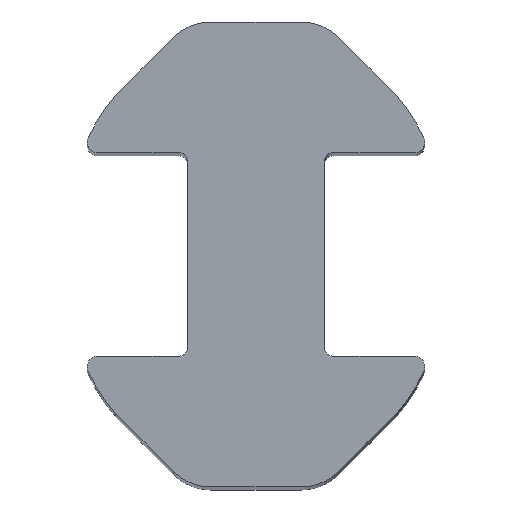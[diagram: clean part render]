
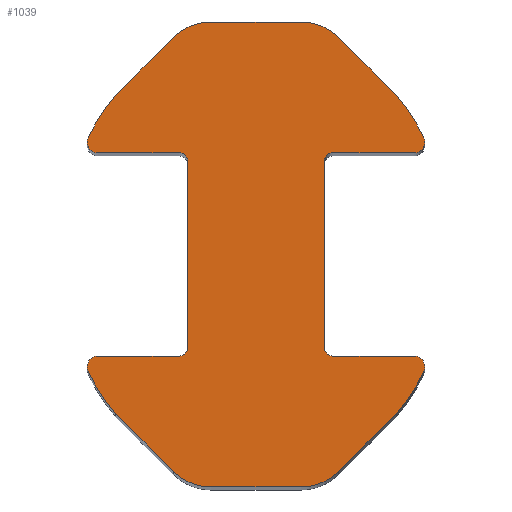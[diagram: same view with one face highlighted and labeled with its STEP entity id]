
A CAD part, top view. The second image highlights one B-rep face of the part: STEP entity #1039.
In plain terms, the highlighted planar face has unit normal (0, 0, 1).
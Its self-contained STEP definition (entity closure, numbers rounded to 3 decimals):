
#321=CARTESIAN_POINT('',(-2.55,-13.15,50.0));
#322=VERTEX_POINT('',#321);
#323=CARTESIAN_POINT('',(-4.671,-12.271,50.0));
#324=VERTEX_POINT('',#323);
#325=CARTESIAN_POINT('',(-2.55,-10.15,50.0));
#326=DIRECTION('',(0.0,0.0,-1.0));
#327=DIRECTION('',(-0.707,-0.707,0.0));
#328=AXIS2_PLACEMENT_3D('',#325,#326,#327);
#329=CIRCLE('',#328,3.0);
#330=EDGE_CURVE('',#322,#324,#329,.T.);
#353=CARTESIAN_POINT('',(-7.943,-9.0,50.0));
#354=VERTEX_POINT('',#353);
#355=CARTESIAN_POINT('',(-4.671,-12.271,50.0));
#356=DIRECTION('',(-0.707,0.707,0.0));
#357=VECTOR('',#356,4.626);
#358=LINE('',#355,#357);
#359=EDGE_CURVE('',#324,#354,#358,.T.);
#377=CARTESIAN_POINT('',(-9.495,-6.6,50.0));
#378=VERTEX_POINT('',#377);
#379=CARTESIAN_POINT('',(-0.409,-2.424,50.0));
#380=DIRECTION('',(0.0,0.0,-1.0));
#381=DIRECTION('',(-0.909,-0.418,0.0));
#382=AXIS2_PLACEMENT_3D('',#379,#380,#381);
#383=CIRCLE('',#382,10.0);
#384=EDGE_CURVE('',#354,#378,#383,.T.);
#402=CARTESIAN_POINT('',(-8.95,-5.75,50.0));
#403=VERTEX_POINT('',#402);
#404=CARTESIAN_POINT('',(-8.95,-6.35,50.0));
#405=DIRECTION('',(0.0,0.0,-1.0));
#406=DIRECTION('',(0.0,1.0,0.0));
#407=AXIS2_PLACEMENT_3D('',#404,#405,#406);
#408=CIRCLE('',#407,0.6);
#409=EDGE_CURVE('',#378,#403,#408,.T.);
#427=CARTESIAN_POINT('',(-4.35,-5.75,50.0));
#428=VERTEX_POINT('',#427);
#429=CARTESIAN_POINT('',(-8.95,-5.75,50.0));
#430=DIRECTION('',(1.0,0.0,0.0));
#431=VECTOR('',#430,4.6);
#432=LINE('',#429,#431);
#433=EDGE_CURVE('',#403,#428,#432,.T.);
#451=CARTESIAN_POINT('',(-3.85,-5.25,50.0));
#452=VERTEX_POINT('',#451);
#453=CARTESIAN_POINT('',(-4.35,-5.25,50.0));
#454=DIRECTION('',(0.0,0.0,1.0));
#455=DIRECTION('',(0.0,1.0,0.0));
#456=AXIS2_PLACEMENT_3D('',#453,#454,#455);
#457=CIRCLE('',#456,0.5);
#458=EDGE_CURVE('',#428,#452,#457,.T.);
#476=CARTESIAN_POINT('',(-3.85,5.25,50.0));
#477=VERTEX_POINT('',#476);
#478=CARTESIAN_POINT('',(-3.85,-5.25,50.0));
#479=DIRECTION('',(0.0,1.0,0.0));
#480=VECTOR('',#479,10.5);
#481=LINE('',#478,#480);
#482=EDGE_CURVE('',#452,#477,#481,.T.);
#500=CARTESIAN_POINT('',(-4.35,5.75,50.0));
#501=VERTEX_POINT('',#500);
#502=CARTESIAN_POINT('',(-4.35,5.25,50.0));
#503=DIRECTION('',(0.0,0.0,1.0));
#504=DIRECTION('',(-1.0,0.0,0.0));
#505=AXIS2_PLACEMENT_3D('',#502,#503,#504);
#506=CIRCLE('',#505,0.5);
#507=EDGE_CURVE('',#477,#501,#506,.T.);
#525=CARTESIAN_POINT('',(-8.95,5.75,50.0));
#526=VERTEX_POINT('',#525);
#527=CARTESIAN_POINT('',(-4.35,5.75,50.0));
#528=DIRECTION('',(-1.0,0.0,0.0));
#529=VECTOR('',#528,4.6);
#530=LINE('',#527,#529);
#531=EDGE_CURVE('',#501,#526,#530,.T.);
#549=CARTESIAN_POINT('',(-9.495,6.6,50.0));
#550=VERTEX_POINT('',#549);
#551=CARTESIAN_POINT('',(-8.95,6.35,50.0));
#552=DIRECTION('',(0.0,0.0,-1.0));
#553=DIRECTION('',(-0.909,0.417,0.0));
#554=AXIS2_PLACEMENT_3D('',#551,#552,#553);
#555=CIRCLE('',#554,0.6);
#556=EDGE_CURVE('',#526,#550,#555,.T.);
#574=CARTESIAN_POINT('',(-7.943,9.0,50.0));
#575=VERTEX_POINT('',#574);
#576=CARTESIAN_POINT('',(-0.409,2.424,50.0));
#577=DIRECTION('',(0.0,0.0,-1.0));
#578=DIRECTION('',(-0.753,0.658,0.0));
#579=AXIS2_PLACEMENT_3D('',#576,#577,#578);
#580=CIRCLE('',#579,10.);
#581=EDGE_CURVE('',#550,#575,#580,.T.);
#599=CARTESIAN_POINT('',(-4.671,12.271,50.0));
#600=VERTEX_POINT('',#599);
#601=CARTESIAN_POINT('',(-7.943,9.0,50.0));
#602=DIRECTION('',(0.707,0.707,0.0));
#603=VECTOR('',#602,4.626);
#604=LINE('',#601,#603);
#605=EDGE_CURVE('',#575,#600,#604,.T.);
#623=CARTESIAN_POINT('',(-2.55,13.15,50.0));
#624=VERTEX_POINT('',#623);
#625=CARTESIAN_POINT('',(-2.55,10.15,50.0));
#626=DIRECTION('',(0.0,0.0,-1.0));
#627=DIRECTION('',(0.0,1.0,0.0));
#628=AXIS2_PLACEMENT_3D('',#625,#626,#627);
#629=CIRCLE('',#628,3.0);
#630=EDGE_CURVE('',#600,#624,#629,.T.);
#648=CARTESIAN_POINT('',(2.55,13.15,50.0));
#649=VERTEX_POINT('',#648);
#650=CARTESIAN_POINT('',(-2.55,13.15,50.0));
#651=DIRECTION('',(1.0,0.0,0.0));
#652=VECTOR('',#651,5.1);
#653=LINE('',#650,#652);
#654=EDGE_CURVE('',#624,#649,#653,.T.);
#672=CARTESIAN_POINT('',(4.671,12.271,50.0));
#673=VERTEX_POINT('',#672);
#674=CARTESIAN_POINT('',(2.55,10.15,50.0));
#675=DIRECTION('',(0.0,0.0,-1.0));
#676=DIRECTION('',(0.707,0.707,0.0));
#677=AXIS2_PLACEMENT_3D('',#674,#675,#676);
#678=CIRCLE('',#677,3.0);
#679=EDGE_CURVE('',#649,#673,#678,.T.);
#697=CARTESIAN_POINT('',(7.943,9.0,50.0));
#698=VERTEX_POINT('',#697);
#699=CARTESIAN_POINT('',(4.671,12.271,50.0));
#700=DIRECTION('',(0.707,-0.707,0.0));
#701=VECTOR('',#700,4.626);
#702=LINE('',#699,#701);
#703=EDGE_CURVE('',#673,#698,#702,.T.);
#721=CARTESIAN_POINT('',(9.495,6.6,50.0));
#722=VERTEX_POINT('',#721);
#723=CARTESIAN_POINT('',(0.409,2.424,50.0));
#724=DIRECTION('',(0.0,0.0,-1.0));
#725=DIRECTION('',(0.909,0.418,0.0));
#726=AXIS2_PLACEMENT_3D('',#723,#724,#725);
#727=CIRCLE('',#726,10.0);
#728=EDGE_CURVE('',#698,#722,#727,.T.);
#746=CARTESIAN_POINT('',(8.95,5.75,50.0));
#747=VERTEX_POINT('',#746);
#748=CARTESIAN_POINT('',(8.95,6.35,50.0));
#749=DIRECTION('',(0.0,0.0,-1.0));
#750=DIRECTION('',(0.0,-1.0,0.0));
#751=AXIS2_PLACEMENT_3D('',#748,#749,#750);
#752=CIRCLE('',#751,0.6);
#753=EDGE_CURVE('',#722,#747,#752,.T.);
#771=CARTESIAN_POINT('',(4.35,5.75,50.0));
#772=VERTEX_POINT('',#771);
#773=CARTESIAN_POINT('',(8.95,5.75,50.0));
#774=DIRECTION('',(-1.0,0.0,0.0));
#775=VECTOR('',#774,4.6);
#776=LINE('',#773,#775);
#777=EDGE_CURVE('',#747,#772,#776,.T.);
#795=CARTESIAN_POINT('',(3.85,5.25,50.0));
#796=VERTEX_POINT('',#795);
#797=CARTESIAN_POINT('',(4.35,5.25,50.0));
#798=DIRECTION('',(0.0,0.0,1.0));
#799=DIRECTION('',(0.0,-1.0,0.0));
#800=AXIS2_PLACEMENT_3D('',#797,#798,#799);
#801=CIRCLE('',#800,0.5);
#802=EDGE_CURVE('',#772,#796,#801,.T.);
#820=CARTESIAN_POINT('',(3.85,-5.25,50.0));
#821=VERTEX_POINT('',#820);
#822=CARTESIAN_POINT('',(3.85,5.25,50.0));
#823=DIRECTION('',(0.0,-1.0,0.0));
#824=VECTOR('',#823,10.5);
#825=LINE('',#822,#824);
#826=EDGE_CURVE('',#796,#821,#825,.T.);
#844=CARTESIAN_POINT('',(4.35,-5.75,50.0));
#845=VERTEX_POINT('',#844);
#846=CARTESIAN_POINT('',(4.35,-5.25,50.0));
#847=DIRECTION('',(0.0,0.0,1.0));
#848=DIRECTION('',(1.0,0.0,0.0));
#849=AXIS2_PLACEMENT_3D('',#846,#847,#848);
#850=CIRCLE('',#849,0.5);
#851=EDGE_CURVE('',#821,#845,#850,.T.);
#869=CARTESIAN_POINT('',(8.95,-5.75,50.0));
#870=VERTEX_POINT('',#869);
#871=CARTESIAN_POINT('',(4.35,-5.75,50.0));
#872=DIRECTION('',(1.0,0.0,0.0));
#873=VECTOR('',#872,4.6);
#874=LINE('',#871,#873);
#875=EDGE_CURVE('',#845,#870,#874,.T.);
#893=CARTESIAN_POINT('',(9.495,-6.6,50.0));
#894=VERTEX_POINT('',#893);
#895=CARTESIAN_POINT('',(8.95,-6.35,50.0));
#896=DIRECTION('',(0.0,0.0,-1.0));
#897=DIRECTION('',(0.909,-0.417,0.0));
#898=AXIS2_PLACEMENT_3D('',#895,#896,#897);
#899=CIRCLE('',#898,0.6);
#900=EDGE_CURVE('',#870,#894,#899,.T.);
#918=CARTESIAN_POINT('',(7.943,-9.0,50.0));
#919=VERTEX_POINT('',#918);
#920=CARTESIAN_POINT('',(0.409,-2.424,50.0));
#921=DIRECTION('',(0.0,0.0,-1.0));
#922=DIRECTION('',(0.753,-0.658,0.0));
#923=AXIS2_PLACEMENT_3D('',#920,#921,#922);
#924=CIRCLE('',#923,10.);
#925=EDGE_CURVE('',#894,#919,#924,.T.);
#943=CARTESIAN_POINT('',(4.671,-12.271,50.0));
#944=VERTEX_POINT('',#943);
#945=CARTESIAN_POINT('',(7.943,-9.0,50.0));
#946=DIRECTION('',(-0.707,-0.707,0.0));
#947=VECTOR('',#946,4.626);
#948=LINE('',#945,#947);
#949=EDGE_CURVE('',#919,#944,#948,.T.);
#967=CARTESIAN_POINT('',(2.55,-13.15,50.0));
#968=VERTEX_POINT('',#967);
#969=CARTESIAN_POINT('',(2.55,-10.15,50.0));
#970=DIRECTION('',(0.0,0.0,-1.0));
#971=DIRECTION('',(0.0,-1.0,0.0));
#972=AXIS2_PLACEMENT_3D('',#969,#970,#971);
#973=CIRCLE('',#972,3.0);
#974=EDGE_CURVE('',#944,#968,#973,.T.);
#992=CARTESIAN_POINT('',(2.55,-13.15,50.0));
#993=DIRECTION('',(-1.0,0.0,0.0));
#994=VECTOR('',#993,5.1);
#995=LINE('',#992,#994);
#996=EDGE_CURVE('',#968,#322,#995,.T.);
#1004=CARTESIAN_POINT('',(0.,0.,50.0));
#1005=DIRECTION('',(0.0,0.0,1.0));
#1006=DIRECTION('',(1.0,0.0,0.0));
#1007=AXIS2_PLACEMENT_3D('',#1004,#1005,#1006);
#1008=PLANE('',#1007);
#1009=ORIENTED_EDGE('',*,*,#330,.F.);
#1010=ORIENTED_EDGE('',*,*,#996,.F.);
#1011=ORIENTED_EDGE('',*,*,#974,.F.);
#1012=ORIENTED_EDGE('',*,*,#949,.F.);
#1013=ORIENTED_EDGE('',*,*,#925,.F.);
#1014=ORIENTED_EDGE('',*,*,#900,.F.);
#1015=ORIENTED_EDGE('',*,*,#875,.F.);
#1016=ORIENTED_EDGE('',*,*,#851,.F.);
#1017=ORIENTED_EDGE('',*,*,#826,.F.);
#1018=ORIENTED_EDGE('',*,*,#802,.F.);
#1019=ORIENTED_EDGE('',*,*,#777,.F.);
#1020=ORIENTED_EDGE('',*,*,#753,.F.);
#1021=ORIENTED_EDGE('',*,*,#728,.F.);
#1022=ORIENTED_EDGE('',*,*,#703,.F.);
#1023=ORIENTED_EDGE('',*,*,#679,.F.);
#1024=ORIENTED_EDGE('',*,*,#654,.F.);
#1025=ORIENTED_EDGE('',*,*,#630,.F.);
#1026=ORIENTED_EDGE('',*,*,#605,.F.);
#1027=ORIENTED_EDGE('',*,*,#581,.F.);
#1028=ORIENTED_EDGE('',*,*,#556,.F.);
#1029=ORIENTED_EDGE('',*,*,#531,.F.);
#1030=ORIENTED_EDGE('',*,*,#507,.F.);
#1031=ORIENTED_EDGE('',*,*,#482,.F.);
#1032=ORIENTED_EDGE('',*,*,#458,.F.);
#1033=ORIENTED_EDGE('',*,*,#433,.F.);
#1034=ORIENTED_EDGE('',*,*,#409,.F.);
#1035=ORIENTED_EDGE('',*,*,#384,.F.);
#1036=ORIENTED_EDGE('',*,*,#359,.F.);
#1037=EDGE_LOOP('',(#1009,#1010,#1011,#1012,#1013,#1014,#1015,#1016,#1017,#1018,#1019,#1020,#1021,#1022,#1023,#1024,#1025,#1026,#1027,#1028,#1029,#1030,#1031,#1032,#1033,#1034,#1035,#1036));
#1038=FACE_OUTER_BOUND('',#1037,.T.);
#1039=ADVANCED_FACE('',(#1038),#1008,.T.);
